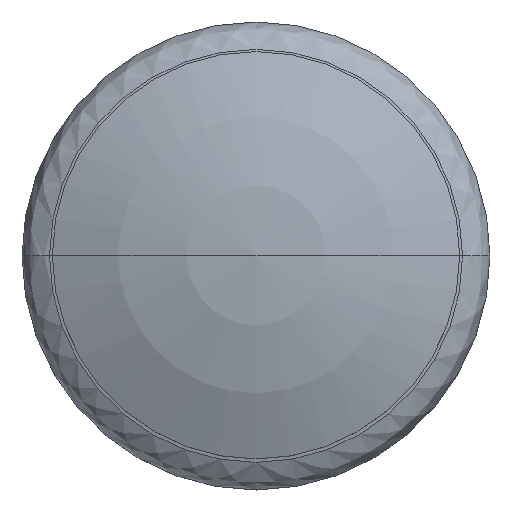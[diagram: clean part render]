
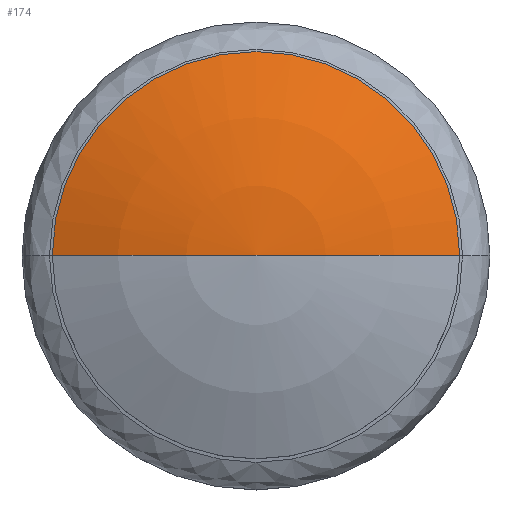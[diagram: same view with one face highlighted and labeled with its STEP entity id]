
A CAD part, top view. The second image highlights one B-rep face of the part: STEP entity #174.
In plain terms, the highlighted spherical face has radius 11.545 mm.
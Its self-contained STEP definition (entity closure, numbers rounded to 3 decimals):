
#174=ADVANCED_FACE('',(#818),#817,.T.);
#817=SPHERICAL_SURFACE('',#1449,11.545);
#818=FACE_OUTER_BOUND('',#1450,.T.);
#1446=CARTESIAN_POINT('',(0.,0.,-5.045));
#1447=DIRECTION('',(0.,0.,-1.));
#1448=DIRECTION('',(-1.,0.,0.));
#1449=AXIS2_PLACEMENT_3D('',#1446,#1447,#1448);
#1450=EDGE_LOOP('',(#1936,#1937,#1938));
#1936=ORIENTED_EDGE('',*,*,#2170,.F.);
#1937=ORIENTED_EDGE('',*,*,#2176,.F.);
#1938=ORIENTED_EDGE('',*,*,#2177,.T.);
#2170=EDGE_CURVE('',#3296,#3297,#3298,.T.);
#2176=EDGE_CURVE('',#3336,#3296,#3337,.T.);
#2177=EDGE_CURVE('',#3336,#3297,#3343,.T.);
#3296=VERTEX_POINT('',#4235);
#3297=VERTEX_POINT('',#4236);
#3298=CIRCLE('',#4240,4.7);
#3336=VERTEX_POINT('',#4259);
#3337=(BOUNDED_CURVE() B_SPLINE_CURVE(2,(#4260,#4261,#4262),.UNSPECIFIED.,.F.,.F.) B_SPLINE_CURVE_WITH_KNOTS((3,3),(0.,1.),.UNSPECIFIED.) CURVE() GEOMETRIC_REPRESENTATION_ITEM() RATIONAL_B_SPLINE_CURVE((1.,0.978,1.)) REPRESENTATION_ITEM('') );
#3343=(BOUNDED_CURVE() B_SPLINE_CURVE(2,(#4263,#4264,#4265),.UNSPECIFIED.,.F.,.F.) B_SPLINE_CURVE_WITH_KNOTS((3,3),(0.,1.),.UNSPECIFIED.) CURVE() GEOMETRIC_REPRESENTATION_ITEM() RATIONAL_B_SPLINE_CURVE((0.75,0.734,0.75)) REPRESENTATION_ITEM('') );
#4235=CARTESIAN_POINT('',(-4.7,0.,5.5));
#4236=CARTESIAN_POINT('',(4.7,0.,5.5));
#4237=CARTESIAN_POINT('',(0.,0.,5.5));
#4238=DIRECTION('',(0.,0.,-1.));
#4239=DIRECTION('',(-1.,0.,0.));
#4240=AXIS2_PLACEMENT_3D('',#4237,#4238,#4239);
#4259=CARTESIAN_POINT('',(0.,0.,6.5));
#4260=CARTESIAN_POINT('',(0.,0.,6.5));
#4261=CARTESIAN_POINT('',(-2.456,0.,6.5));
#4262=CARTESIAN_POINT('',(-4.7,0.,5.5));
#4263=CARTESIAN_POINT('',(0.,0.,6.5));
#4264=CARTESIAN_POINT('',(2.456,0.,6.5));
#4265=CARTESIAN_POINT('',(4.7,0.,5.5));
